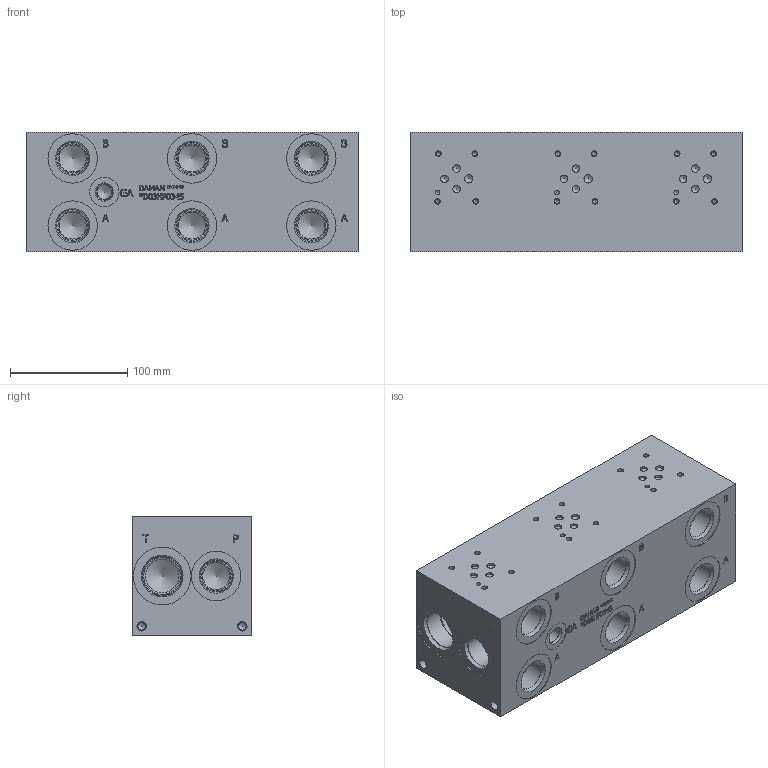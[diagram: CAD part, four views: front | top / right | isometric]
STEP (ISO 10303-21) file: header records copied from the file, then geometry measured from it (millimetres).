
FILE_DESCRIPTION(/* description */ (''),/* implementation_level */ '2;1');
FILE_NAME(/* name */ '_D03HP034S.stp',/* time_stamp */ '2022-10-28T14:07:49-04:00',/* author */ ('bobbyh'),/* organization */ (''),/* preprocessor_version */ 'ST-DEVELOPER v18',/* originating_system */ 'Autodesk Inventor 2020',/* authorisation */ '');
FILE_SCHEMA (('AUTOMOTIVE_DESIGN { 1 0 10303 214 3 1 1 }'));
Length unit declared in the file: millimetre
Products named in the file (1): Part_AD03HP034S_3D
Bounding box: 282.57 x 101.6 x 101.6 mm (x, y, z)
Volume: 2703608.3 mm3; surface area: 168894.3 mm2
Topology: 1 solids, 1 shells, 760 faces, 2080 edges, 1411 vertices
Faces by surface type: plane 409, bspline 174, cylinder 102, cone 75
Full cylindrical faces by diameter (mm): 3.785 x12, 3.962 x3, 4.826 x12, 6.35 x9, 6.528 x4, 7.137 x3, 7.925 x4, 12.294 x1, 12.9 x1, 14.275 x1, 14.529 x1, 23.012 x8, 24.917 x8, 25.019 x1, 26.99 x6, 27 x2, 27.432 x8, 28.575 x2, 31.267 x2, 33.34 x2, 33.757 x2, 42.037 x8, 49.124 x2
Entity records: 25430 total; most frequent: CARTESIAN_POINT 6472, ORIENTED_EDGE 4076, DIRECTION 3249, EDGE_CURVE 2038, VERTEX_POINT 1411, LINE 1305, VECTOR 1305, AXIS2_PLACEMENT_3D 972
